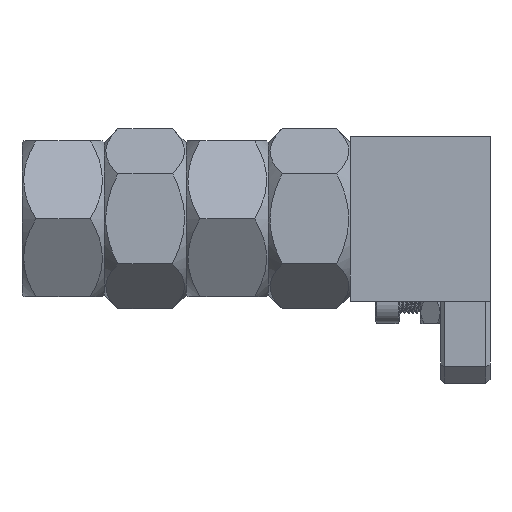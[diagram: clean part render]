
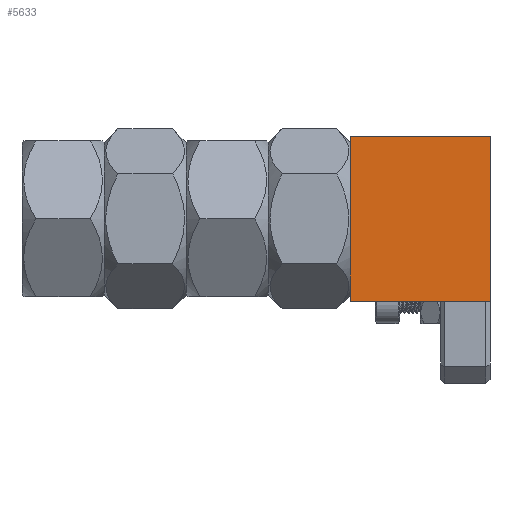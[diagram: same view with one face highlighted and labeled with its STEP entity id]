
A CAD part, left-side view. The second image highlights one B-rep face of the part: STEP entity #5633.
In plain terms, the highlighted face is planar.
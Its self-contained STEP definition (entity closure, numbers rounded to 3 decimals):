
#67 = DIRECTION ( 'NONE',  ( 0., -1., 0. ) ) ;
#216 = ORIENTED_EDGE ( 'NONE', *, *, #6049, .T. ) ;
#330 = VERTEX_POINT ( 'NONE', #1846 ) ;
#446 = DIRECTION ( 'NONE',  ( 0., 0., 1. ) ) ;
#856 = CARTESIAN_POINT ( 'NONE',  ( 70., 2., -10. ) ) ;
#888 = ORIENTED_EDGE ( 'NONE', *, *, #5739, .T. ) ;
#897 = DIRECTION ( 'NONE',  ( -1., 0., 0. ) ) ;
#1359 = DIRECTION ( 'NONE',  ( 0., 0., 1. ) ) ;
#1822 = DIRECTION ( 'NONE',  ( 0., 0., -1. ) ) ;
#1846 = CARTESIAN_POINT ( 'NONE',  ( 70., 0., -10. ) ) ;
#2551 = CARTESIAN_POINT ( 'NONE',  ( 70., 17., -10. ) ) ;
#2589 = AXIS2_PLACEMENT_3D ( 'NONE', #5607, #897, #1359 ) ;
#2736 = DIRECTION ( 'NONE',  ( 0., -1., 0. ) ) ;
#3067 = EDGE_CURVE ( 'NONE', #4446, #330, #3221, .T. ) ;
#3221 = LINE ( 'NONE', #856, #4622 ) ;
#3374 = VECTOR ( 'NONE', #1822, 1000. ) ;
#3595 = VERTEX_POINT ( 'NONE', #5072 ) ;
#3708 = LINE ( 'NONE', #6028, #3374 ) ;
#3720 = FACE_OUTER_BOUND ( 'NONE', #5327, .T. ) ;
#3768 = CARTESIAN_POINT ( 'NONE',  ( 70., 17., -10. ) ) ;
#3786 = VERTEX_POINT ( 'NONE', #3828 ) ;
#3828 = CARTESIAN_POINT ( 'NONE',  ( 70., 0., 10. ) ) ;
#4043 = VECTOR ( 'NONE', #446, 1000. ) ;
#4306 = CARTESIAN_POINT ( 'NONE',  ( 70., 2., 10. ) ) ;
#4446 = VERTEX_POINT ( 'NONE', #2551 ) ;
#4534 = VECTOR ( 'NONE', #67, 1000. ) ;
#4622 = VECTOR ( 'NONE', #2736, 1000. ) ;
#5072 = CARTESIAN_POINT ( 'NONE',  ( 70., 17., 10. ) ) ;
#5113 = PLANE ( 'NONE',  #2589 ) ;
#5327 = EDGE_LOOP ( 'NONE', ( #5794, #5926, #888, #216 ) ) ;
#5607 = CARTESIAN_POINT ( 'NONE',  ( 70., 2., 10. ) ) ;
#5633 = ADVANCED_FACE ( 'NONE', ( #3720 ), #5113, .F. ) ;
#5682 = LINE ( 'NONE', #4306, #4534 ) ;
#5739 = EDGE_CURVE ( 'NONE', #4446, #3595, #6085, .T. ) ;
#5794 = ORIENTED_EDGE ( 'NONE', *, *, #5847, .T. ) ;
#5847 = EDGE_CURVE ( 'NONE', #3786, #330, #3708, .T. ) ;
#5926 = ORIENTED_EDGE ( 'NONE', *, *, #3067, .F. ) ;
#6028 = CARTESIAN_POINT ( 'NONE',  ( 70., 0., 10. ) ) ;
#6049 = EDGE_CURVE ( 'NONE', #3595, #3786, #5682, .T. ) ;
#6085 = LINE ( 'NONE', #3768, #4043 ) ;
